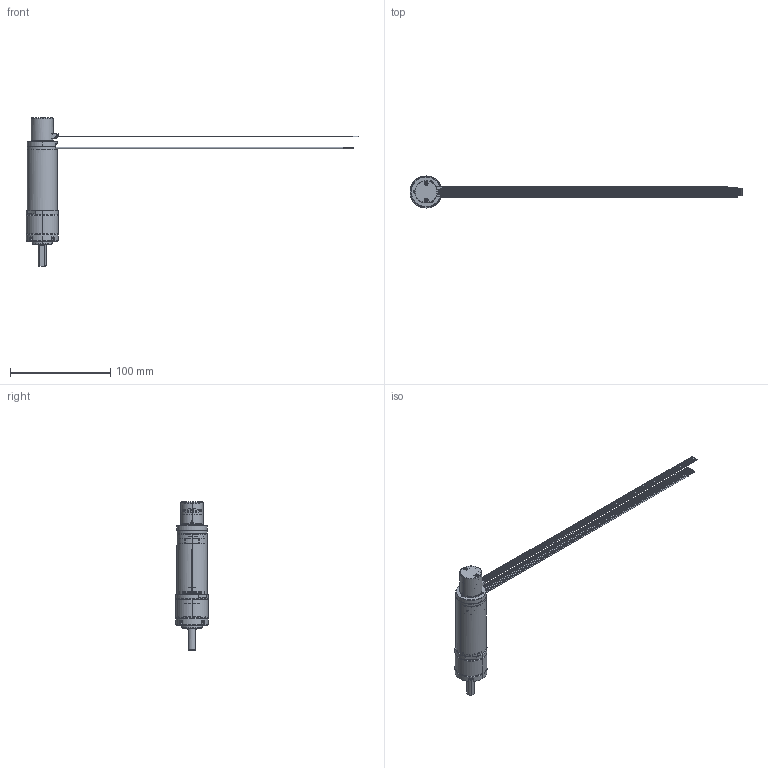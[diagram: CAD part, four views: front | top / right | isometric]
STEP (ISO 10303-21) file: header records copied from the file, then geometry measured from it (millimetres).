
FILE_DESCRIPTION((''),'2;1');
FILE_NAME('4611180000650_SW0001','2022-11-16T14:13:59',('MS05792'),(''),'CREO PARAMETRIC BY PTC INC, 2018100','CREO PARAMETRIC BY PTC INC, 2018100','');
FILE_SCHEMA(('CONFIG_CONTROL_DESIGN'));
Length unit declared in the file: millimetre
Products named in the file (1): 4611180000650_SW0001
Bounding box: 331 x 32 x 147.74 mm (x, y, z)
Volume: 38116.8 mm3; surface area: 54252.2 mm2
Topology: 3 solids, 5 shells, 2404 faces, 6628 edges, 4192 vertices
Faces by surface type: plane 993, cylinder 776, cone 296, bspline 164, torus 117, sphere 54, extrusion 4
Entity records: 138525 total; most frequent: CARTESIAN_POINT 78696, ORIENTED_EDGE 13116, DIRECTION 11822, EDGE_CURVE 6558, AXIS2_PLACEMENT_3D 4275, VERTEX_POINT 4192, VECTOR 3272, LINE 3268
